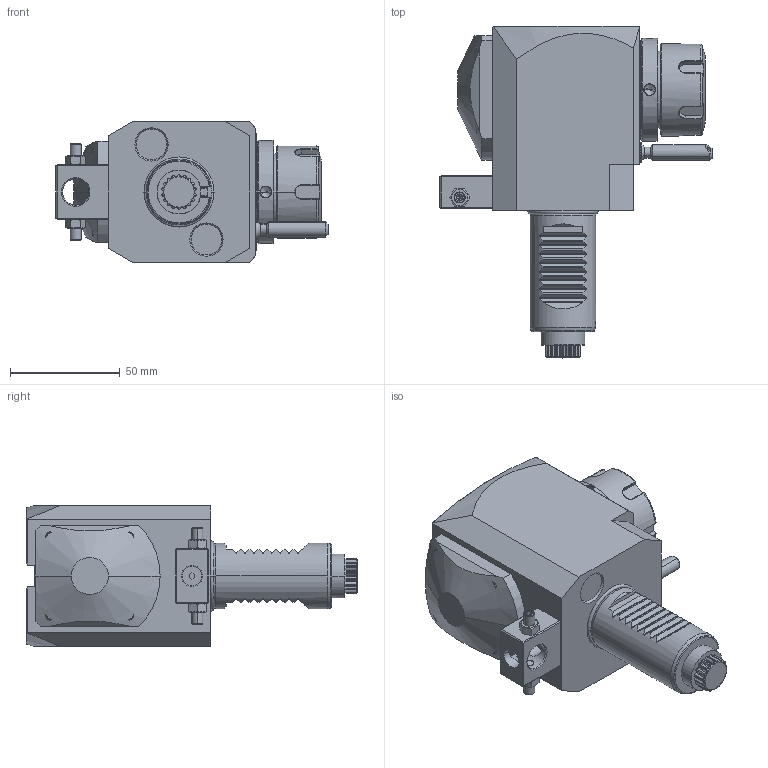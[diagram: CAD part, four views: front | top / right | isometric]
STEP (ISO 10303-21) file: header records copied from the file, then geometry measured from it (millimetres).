
FILE_DESCRIPTION((''),'2;1');
FILE_NAME('NGT1_30_231_25_1_3_55','2023-01-26T',('vali'),('NOVA GRUP'),'PRO/ENGINEER BY PARAMETRIC TECHNOLOGY CORPORATION, 2010280','PRO/ENGINEER BY PARAMETRIC TECHNOLOGY CORPORATION, 2010280','');
FILE_SCHEMA(('CONFIG_CONTROL_DESIGN'));
Length unit declared in the file: millimetre
Products named in the file (1): NGT1_30_231_25_1_3_55
Bounding box: 123.83 x 151 x 64 mm (x, y, z)
Volume: 456709.3 mm3; surface area: 48179.9 mm2
Topology: 1 solids, 1 shells, 562 faces, 1465 edges, 918 vertices
Faces by surface type: plane 227, cylinder 165, cone 97, bspline 58, torus 13, sphere 2
Entity records: 23760 total; most frequent: CARTESIAN_POINT 10879, ORIENTED_EDGE 2890, DIRECTION 2318, EDGE_CURVE 1445, VERTEX_POINT 918, AXIS2_PLACEMENT_3D 821, VECTOR 676, LINE 676
